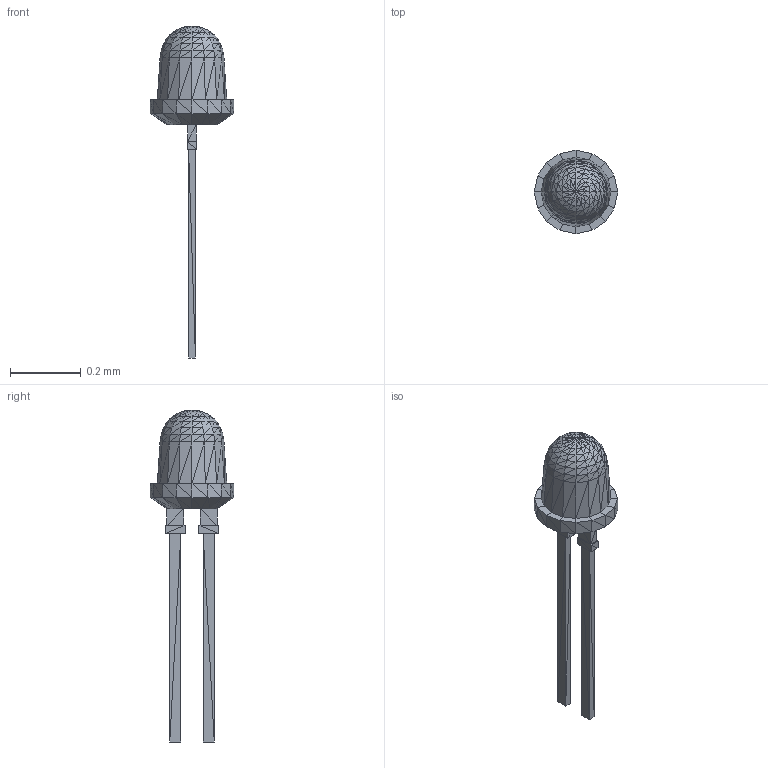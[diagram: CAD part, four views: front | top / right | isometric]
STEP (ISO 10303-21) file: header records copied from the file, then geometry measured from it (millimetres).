
FILE_DESCRIPTION(('FreeCAD Model'),'2;1');
FILE_NAME('Open CASCADE Shape Model','2021-12-13T00:29:47',('Author'),( ''),'Open CASCADE STEP processor 7.5','FreeCAD','Unknown');
FILE_SCHEMA(('AUTOMOTIVE_DESIGN { 1 0 10303 214 1 1 1 1 }'));
Length unit declared in the file: millimetre
Products named in the file (1): led001
Bounding box: 0.24 x 0.24 x 0.94 mm (x, y, z)
Surface area: 0.4 mm2 (no closed solid volume)
Topology: 0 solids, 4 shells, 648 faces, 980 edges, 339 vertices
Faces by surface type: plane 648
Entity records: 24449 total; most frequent: CARTESIAN_POINT 4876, DIRECTION 3258, LINE 1960, VECTOR 1960, ORIENTED_EDGE 1944, PCURVE 1944, DEFINITIONAL_REPRESENTATION 1944, EDGE_CURVE 980
